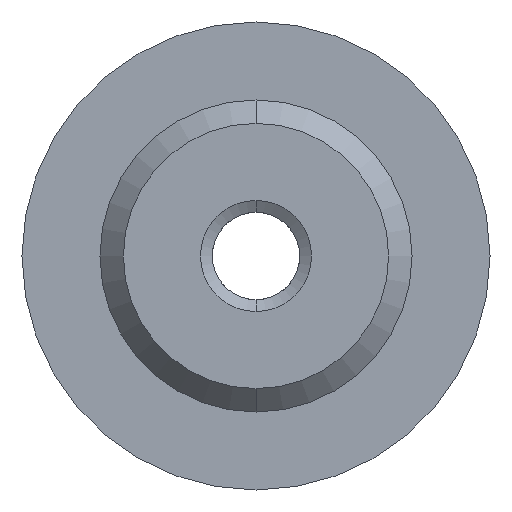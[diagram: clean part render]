
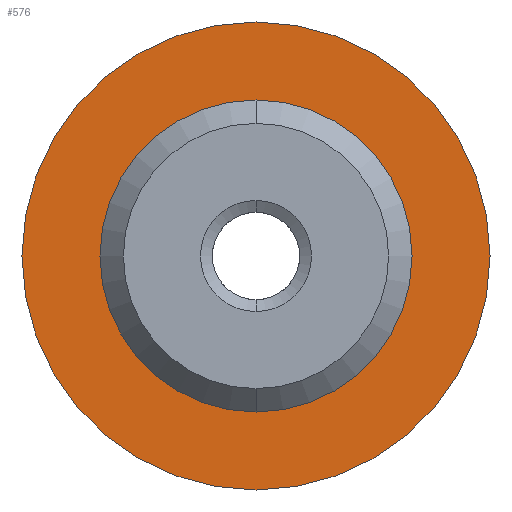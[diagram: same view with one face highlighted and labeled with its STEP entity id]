
A CAD part, front view. The second image highlights one B-rep face of the part: STEP entity #576.
In plain terms, the highlighted planar face has unit normal (0, -1, 0).
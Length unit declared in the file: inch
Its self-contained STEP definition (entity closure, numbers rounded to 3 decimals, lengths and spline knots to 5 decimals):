
#140 = VERTEX_POINT ( 'NONE', #293 ) ;
#142 = VERTEX_POINT ( 'NONE', #291 ) ;
#143 = VERTEX_POINT ( 'NONE', #290 ) ;
#160 = DIRECTION ( 'NONE',  ( 0., 1., 0. ) ) ;
#161 = CARTESIAN_POINT ( 'NONE',  ( 0., 0., 0. ) ) ;
#163 = PLANE ( 'NONE',  #666 ) ;
#204 = DIRECTION ( 'NONE',  ( 0., 0., 1. ) ) ;
#236 = DIRECTION ( 'NONE',  ( 0., 0., 1. ) ) ;
#237 = DIRECTION ( 'NONE',  ( 0., 1., 0. ) ) ;
#238 = CARTESIAN_POINT ( 'NONE',  ( 0., 0., 0. ) ) ;
#248 = DIRECTION ( 'NONE',  ( 0., 0., 1. ) ) ;
#249 = DIRECTION ( 'NONE',  ( 0., -1., 0. ) ) ;
#250 = CARTESIAN_POINT ( 'NONE',  ( 0., 0., 0. ) ) ;
#288 = CARTESIAN_POINT ( 'NONE',  ( 0., 0., 0.125 ) ) ;
#290 = CARTESIAN_POINT ( 'NONE',  ( 0., 0., -0.1875 ) ) ;
#291 = CARTESIAN_POINT ( 'NONE',  ( 0., 0., -0.125 ) ) ;
#293 = CARTESIAN_POINT ( 'NONE',  ( 0., 0., 0.1875 ) ) ;
#402 = CARTESIAN_POINT ( 'NONE',  ( 0., 0., 0. ) ) ;
#404 = DIRECTION ( 'NONE',  ( 0., 1., 0. ) ) ;
#405 = DIRECTION ( 'NONE',  ( 0., 0., 1. ) ) ;
#433 = DIRECTION ( 'NONE',  ( 0., 0., 1. ) ) ;
#434 = DIRECTION ( 'NONE',  ( 0., -1., 0. ) ) ;
#435 = CARTESIAN_POINT ( 'NONE',  ( 0., 0., 0. ) ) ;
#499 = FACE_OUTER_BOUND ( 'NONE', #850, .T. ) ;
#501 = FACE_BOUND ( 'NONE', #586, .T. ) ;
#529 = CIRCLE ( 'NONE', #729, 0.125 ) ;
#558 = VERTEX_POINT ( 'NONE', #288 ) ;
#576 = ADVANCED_FACE ( 'NONE', ( #499, #501 ), #163, .F. ) ;
#586 = EDGE_LOOP ( 'NONE', ( #608, #609 ) ) ;
#601 = AXIS2_PLACEMENT_3D ( 'NONE', #250, #249, #248 ) ;
#604 = AXIS2_PLACEMENT_3D ( 'NONE', #238, #237, #236 ) ;
#607 = AXIS2_PLACEMENT_3D ( 'NONE', #402, #404, #405 ) ;
#608 = ORIENTED_EDGE ( 'NONE', *, *, #718, .F. ) ;
#609 = ORIENTED_EDGE ( 'NONE', *, *, #757, .F. ) ;
#666 = AXIS2_PLACEMENT_3D ( 'NONE', #161, #160, #204 ) ;
#670 = EDGE_CURVE ( 'NONE', #143, #140, #772, .T. ) ;
#718 = EDGE_CURVE ( 'NONE', #558, #142, #821, .T. ) ;
#729 = AXIS2_PLACEMENT_3D ( 'NONE', #435, #434, #433 ) ;
#730 = EDGE_CURVE ( 'NONE', #140, #143, #824, .T. ) ;
#757 = EDGE_CURVE ( 'NONE', #142, #558, #529, .T. ) ;
#772 = CIRCLE ( 'NONE', #607, 0.1875 ) ;
#821 = CIRCLE ( 'NONE', #601, 0.125 ) ;
#824 = CIRCLE ( 'NONE', #604, 0.1875 ) ;
#850 = EDGE_LOOP ( 'NONE', ( #866, #867 ) ) ;
#866 = ORIENTED_EDGE ( 'NONE', *, *, #730, .F. ) ;
#867 = ORIENTED_EDGE ( 'NONE', *, *, #670, .F. ) ;
